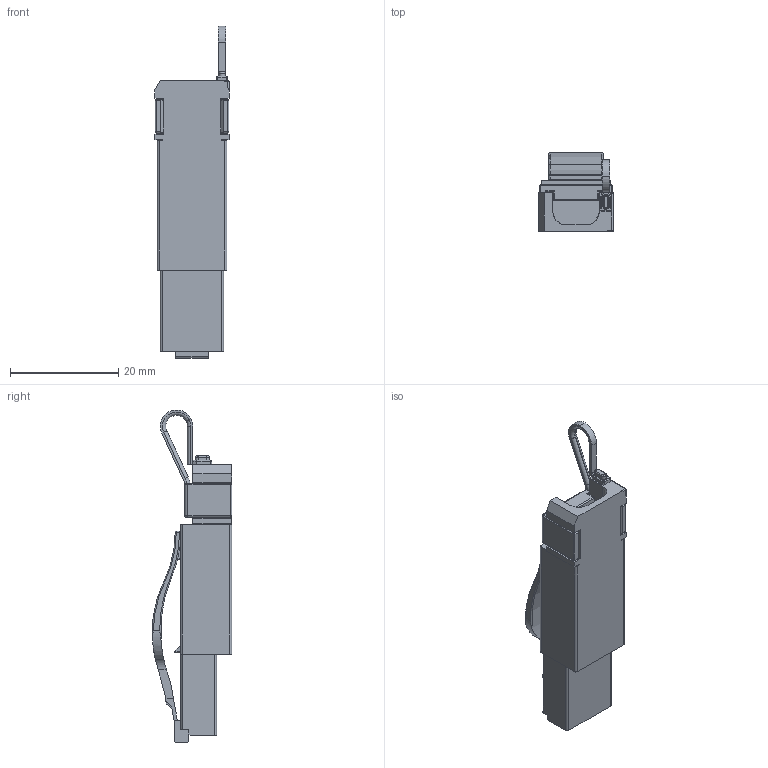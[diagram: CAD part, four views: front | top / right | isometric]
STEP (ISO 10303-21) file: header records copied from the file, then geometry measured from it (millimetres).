
FILE_DESCRIPTION(('CATIA V5 STEP Exchange','CAx-IF Rec.Pracs.--- Model Styling and Organization---1.4--- 2014-01-23'),'2;1');
FILE_NAME ('007079-3_1_1132040000_1132060000.stp','2019-10-16T11:23:03+00:00',('none'),('Weidmueller'),'CATIA Version 5-6 Release 2016 SP3 HF44','CATIA V5 STEP AP214','none');
FILE_SCHEMA(('AUTOMOTIVE_DESIGN { 1 0 10303 214 1 1 1 1 }'));
Length unit declared in the file: millimetre
Products named in the file (1): 1132060000
Bounding box: 13.7 x 14.69 x 61.42 mm (x, y, z)
Volume: 5222.4 mm3; surface area: 3758.1 mm2
Topology: 1 solids, 1 shells, 234 faces, 615 edges, 387 vertices
Faces by surface type: plane 110, cylinder 88, torus 22, sphere 10, extrusion 2, bspline 2
Entity records: 7437 total; most frequent: CARTESIAN_POINT 1908, ORIENTED_EDGE 1230, DIRECTION 970, EDGE_CURVE 615, VECTOR 387, VERTEX_POINT 387, LINE 385, AXIS2_PLACEMENT_3D 365
